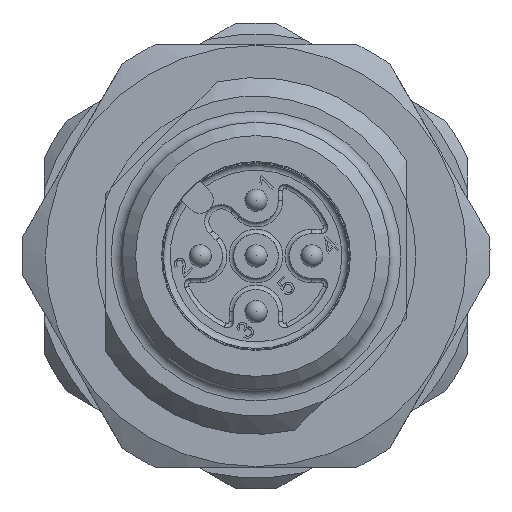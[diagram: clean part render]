
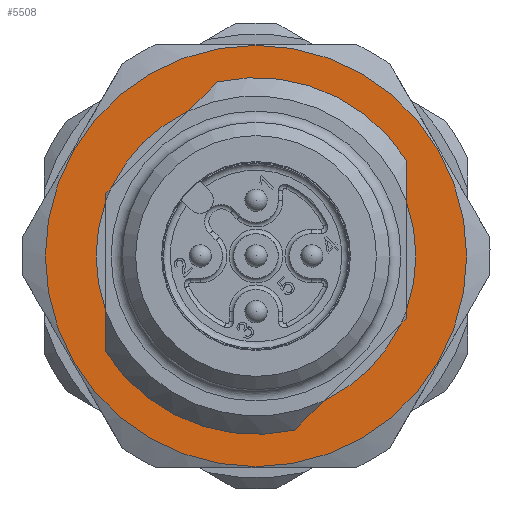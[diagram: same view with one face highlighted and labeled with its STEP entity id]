
A CAD part, left-side view. The second image highlights one B-rep face of the part: STEP entity #5508.
In plain terms, the highlighted planar face has unit normal (-1, 0, 0).
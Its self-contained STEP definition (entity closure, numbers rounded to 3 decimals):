
#784=PLANE('',#6741);
#1048=EDGE_LOOP('',(#2138));
#1049=EDGE_LOOP('',(#2139,#2140,#2141,#2142,#2143,#2144,#2145,#2146,#2147,
#2148,#2149,#2150,#2151,#2152));
#1335=CIRCLE('',#6557,8.);
#1386=CIRCLE('',#6646,8.);
#1415=CIRCLE('',#6736,9.45);
#1416=CIRCLE('',#6737,7.172);
#1417=CIRCLE('',#6738,7.172);
#1418=CIRCLE('',#6739,7.172);
#1419=CIRCLE('',#6740,7.172);
#2138=ORIENTED_EDGE('',*,*,#3786,.F.);
#2139=ORIENTED_EDGE('',*,*,#3787,.F.);
#2140=ORIENTED_EDGE('',*,*,#3728,.T.);
#2141=ORIENTED_EDGE('',*,*,#3735,.T.);
#2142=ORIENTED_EDGE('',*,*,#3788,.F.);
#2143=ORIENTED_EDGE('',*,*,#3736,.T.);
#2144=ORIENTED_EDGE('',*,*,#3548,.F.);
#2145=ORIENTED_EDGE('',*,*,#3757,.F.);
#2146=ORIENTED_EDGE('',*,*,#3789,.F.);
#2147=ORIENTED_EDGE('',*,*,#3751,.F.);
#2148=ORIENTED_EDGE('',*,*,#3749,.F.);
#2149=ORIENTED_EDGE('',*,*,#3790,.F.);
#2150=ORIENTED_EDGE('',*,*,#3742,.F.);
#2151=ORIENTED_EDGE('',*,*,#3716,.F.);
#2152=ORIENTED_EDGE('',*,*,#3726,.T.);
#3548=EDGE_CURVE('',#5962,#5964,#1335,.T.);
#3716=EDGE_CURVE('',#6077,#6078,#1386,.T.);
#3726=EDGE_CURVE('',#6077,#6087,#4531,.T.);
#3728=EDGE_CURVE('',#6089,#6088,#4533,.T.);
#3735=EDGE_CURVE('',#6088,#6094,#4540,.T.);
#3736=EDGE_CURVE('',#6095,#5964,#4541,.T.);
#3742=EDGE_CURVE('',#6078,#6098,#4547,.T.);
#3749=EDGE_CURVE('',#6103,#6104,#4554,.T.);
#3751=EDGE_CURVE('',#6104,#6105,#4556,.T.);
#3757=EDGE_CURVE('',#6108,#5962,#4562,.T.);
#3786=EDGE_CURVE('',#6129,#6129,#1415,.T.);
#3787=EDGE_CURVE('',#6089,#6087,#1416,.T.);
#3788=EDGE_CURVE('',#6095,#6094,#1417,.T.);
#3789=EDGE_CURVE('',#6105,#6108,#1418,.T.);
#3790=EDGE_CURVE('',#6098,#6103,#1419,.T.);
#4531=LINE('',#9720,#5000);
#4533=LINE('',#9724,#5002);
#4540=LINE('',#9737,#5009);
#4541=LINE('',#9739,#5010);
#4547=LINE('',#9750,#5016);
#4554=LINE('',#9763,#5023);
#4556=LINE('',#9767,#5025);
#4562=LINE('',#9777,#5031);
#5000=VECTOR('',#7522,1.);
#5002=VECTOR('',#7524,1.);
#5009=VECTOR('',#7533,1.);
#5010=VECTOR('',#7534,1.);
#5016=VECTOR('',#7544,1.);
#5023=VECTOR('',#7551,1.);
#5025=VECTOR('',#7555,1.);
#5031=VECTOR('',#7561,1.);
#5508=ADVANCED_FACE('',(#5850,#5851),#784,.T.);
#5850=FACE_BOUND('',#1048,.T.);
#5851=FACE_BOUND('',#1049,.T.);
#5962=VERTEX_POINT('',#9102);
#5964=VERTEX_POINT('',#9105);
#6077=VERTEX_POINT('',#9690);
#6078=VERTEX_POINT('',#9692);
#6087=VERTEX_POINT('',#9721);
#6088=VERTEX_POINT('',#9723);
#6089=VERTEX_POINT('',#9725);
#6094=VERTEX_POINT('',#9738);
#6095=VERTEX_POINT('',#9740);
#6098=VERTEX_POINT('',#9751);
#6103=VERTEX_POINT('',#9762);
#6104=VERTEX_POINT('',#9764);
#6105=VERTEX_POINT('',#9768);
#6108=VERTEX_POINT('',#9776);
#6129=VERTEX_POINT('',#9874);
#6557=AXIS2_PLACEMENT_3D('',#9104,#7236,#7237);
#6646=AXIS2_PLACEMENT_3D('',#9691,#7483,#7484);
#6736=AXIS2_PLACEMENT_3D('',#9873,#7704,#7705);
#6737=AXIS2_PLACEMENT_3D('',#9875,#7706,#7707);
#6738=AXIS2_PLACEMENT_3D('',#9876,#7708,#7709);
#6739=AXIS2_PLACEMENT_3D('',#9877,#7710,#7711);
#6740=AXIS2_PLACEMENT_3D('',#9878,#7712,#7713);
#6741=AXIS2_PLACEMENT_3D('',#9879,#7714,#7715);
#7236=DIRECTION('',(-1.,0.,0.));
#7237=DIRECTION('',(0.,0.,1.));
#7483=DIRECTION('',(-1.,0.,0.));
#7484=DIRECTION('',(0.,0.,1.));
#7522=DIRECTION('',(0.,0.,-1.));
#7524=DIRECTION('',(0.,0.,-1.));
#7533=DIRECTION('',(0.,0.707,-0.707));
#7534=DIRECTION('',(0.,0.707,-0.707));
#7544=DIRECTION('',(0.,0.707,-0.707));
#7551=DIRECTION('',(0.,0.707,-0.707));
#7555=DIRECTION('',(0.,0.,-1.));
#7561=DIRECTION('',(0.,0.,-1.));
#7704=DIRECTION('',(1.,0.,0.));
#7705=DIRECTION('',(0.,0.,1.));
#7706=DIRECTION('',(-1.,0.,0.));
#7707=DIRECTION('',(0.,0.,-1.));
#7708=DIRECTION('',(-1.,0.,0.));
#7709=DIRECTION('',(0.,0.,-1.));
#7710=DIRECTION('',(-1.,0.,0.));
#7711=DIRECTION('',(0.,0.,-1.));
#7712=DIRECTION('',(-1.,0.,0.));
#7713=DIRECTION('',(0.,0.,-1.));
#7714=DIRECTION('',(-1.,0.,0.));
#7715=DIRECTION('',(0.,0.,-1.));
#9102=CARTESIAN_POINT('',(13.,6.75,-4.294));
#9104=CARTESIAN_POINT('',(13.,0.,0.));
#9105=CARTESIAN_POINT('',(13.,-1.737,-7.809));
#9690=CARTESIAN_POINT('',(13.,-6.75,4.294));
#9691=CARTESIAN_POINT('',(13.,0.,0.));
#9692=CARTESIAN_POINT('',(13.,1.737,7.809));
#9720=CARTESIAN_POINT('',(13.,-6.75,5.744));
#9721=CARTESIAN_POINT('',(13.,-6.75,2.424));
#9723=CARTESIAN_POINT('',(13.,-6.75,-2.796));
#9724=CARTESIAN_POINT('',(13.,-6.75,5.744));
#9725=CARTESIAN_POINT('',(13.,-6.75,-2.424));
#9737=CARTESIAN_POINT('',(13.,-6.75,-2.796));
#9738=CARTESIAN_POINT('',(13.,-6.487,-3.059));
#9739=CARTESIAN_POINT('',(13.,-6.75,-2.796));
#9740=CARTESIAN_POINT('',(13.,-3.059,-6.487));
#9750=CARTESIAN_POINT('',(13.,0.711,8.835));
#9751=CARTESIAN_POINT('',(13.,3.059,6.487));
#9762=CARTESIAN_POINT('',(13.,6.487,3.059));
#9763=CARTESIAN_POINT('',(13.,0.711,8.835));
#9764=CARTESIAN_POINT('',(13.,6.75,2.796));
#9767=CARTESIAN_POINT('',(13.,6.75,2.796));
#9768=CARTESIAN_POINT('',(13.,6.75,2.424));
#9776=CARTESIAN_POINT('',(13.,6.75,-2.424));
#9777=CARTESIAN_POINT('',(13.,6.75,2.796));
#9873=CARTESIAN_POINT('',(13.,0.,0.));
#9874=CARTESIAN_POINT('',(13.,0.,9.45));
#9875=CARTESIAN_POINT('',(13.,0.,0.));
#9876=CARTESIAN_POINT('',(13.,0.,0.));
#9877=CARTESIAN_POINT('',(13.,0.,0.));
#9878=CARTESIAN_POINT('',(13.,0.,0.));
#9879=CARTESIAN_POINT('',(13.,0.,0.));
